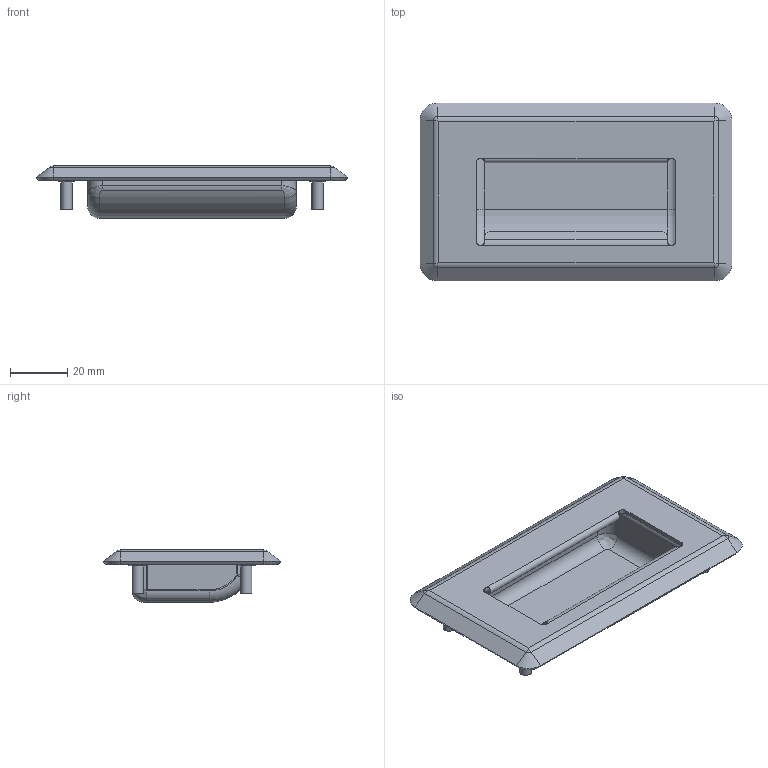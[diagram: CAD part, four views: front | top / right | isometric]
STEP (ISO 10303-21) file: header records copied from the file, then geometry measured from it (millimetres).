
FILE_DESCRIPTION(/* description */ (''),/* implementation_level */ '2;1');
FILE_NAME(/* name */ 'A-MS2.stp',/* time_stamp */ '2024-05-17T11:52:44+09:00',/* author */ ('user'),/* organization */ (''),/* preprocessor_version */ 'ST-DEVELOPER v15.6',/* originating_system */ 'Autodesk Inventor 2015',/* authorisation */ '');
FILE_SCHEMA (('AUTOMOTIVE_DESIGN { 1 0 10303 214 3 1 1 }'));
Length unit declared in the file: millimetre
Products named in the file (3): 구성요소4; 구성요소3; A-MS2
Bounding box: 109.3 x 62.3 x 18.5 mm (x, y, z)
Volume: 12497.1 mm3; surface area: 28139.9 mm2
Topology: 2 solids, 6 shells, 484 faces, 1138 edges, 668 vertices
Faces by surface type: cylinder 218, plane 132, bspline 110, cone 12, torus 12
Full cylindrical faces by diameter (mm): 4 x4, 4.3 x4
Entity records: 20560 total; most frequent: CARTESIAN_POINT 10274, ORIENTED_EDGE 2244, DIRECTION 1904, EDGE_CURVE 1122, AXIS2_PLACEMENT_3D 685, VERTEX_POINT 668, LINE 534, VECTOR 534
